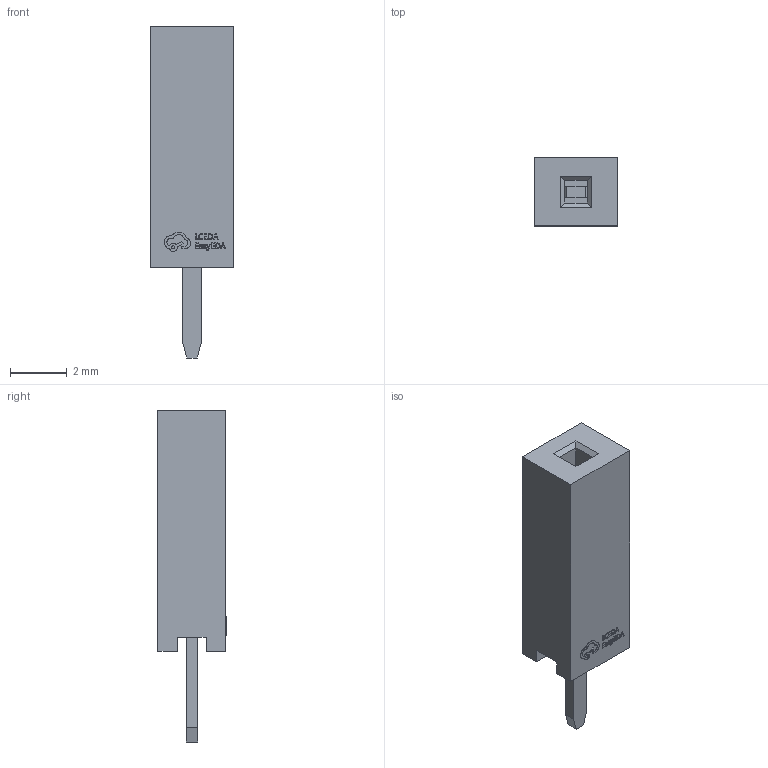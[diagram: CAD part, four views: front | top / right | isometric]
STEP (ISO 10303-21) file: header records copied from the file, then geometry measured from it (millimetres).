
FILE_DESCRIPTION (( 'STEP AP214' ), '1' );
FILE_NAME ('HDR-TH_1P-P2.54-V-F.STEP', '2024-10-21T03:51:03', ( 'PC' ), ( 'Microsoft' ), 'SwSTEP 2.0', 'SolidWorks 2020', '' );
FILE_SCHEMA (( 'AUTOMOTIVE_DESIGN' ));
Length unit declared in the file: millimetre
Products named in the file (1): HDR-TH_1P-P2.54-V-F
Bounding box: 2.94 x 2.41 x 11.7 mm (x, y, z)
Volume: 48.5 mm3; surface area: 170.1 mm2
Topology: 1 solids, 1 shells, 272 faces, 737 edges, 490 vertices
Faces by surface type: plane 174, bspline 98
Entity records: 12015 total; most frequent: CARTESIAN_POINT 2806, ORIENTED_EDGE 1474, DIRECTION 887, EDGE_CURVE 737, LINE 537, VECTOR 537, VERTEX_POINT 490, EDGE_LOOP 299
